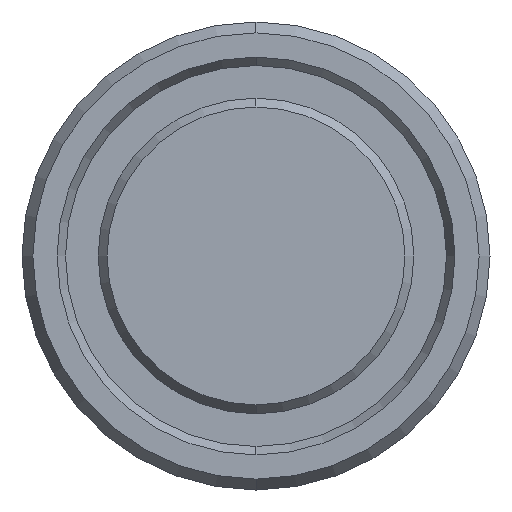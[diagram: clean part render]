
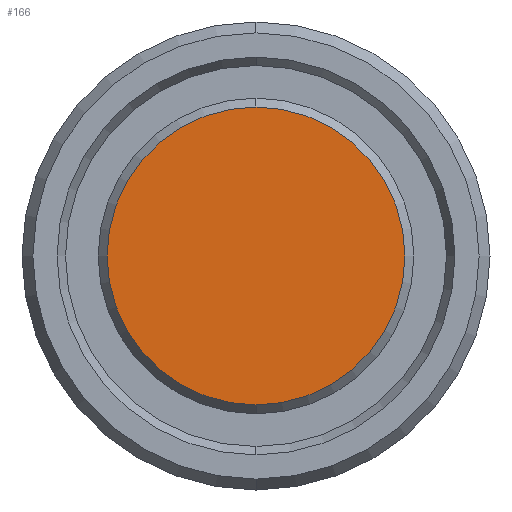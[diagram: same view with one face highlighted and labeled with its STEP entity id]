
A CAD part, left-side view. The second image highlights one B-rep face of the part: STEP entity #166.
In plain terms, the highlighted planar face has unit normal (-1, 0, 0).
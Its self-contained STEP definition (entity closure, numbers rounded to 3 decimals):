
#66 = DIRECTION ( 'NONE',  ( 0., 0., 1. ) ) ;
#79 = ORIENTED_EDGE ( 'NONE', *, *, #206, .T. ) ;
#87 = VERTEX_POINT ( 'NONE', #399 ) ;
#147 = DIRECTION ( 'NONE',  ( 1., 0., 0. ) ) ;
#155 = AXIS2_PLACEMENT_3D ( 'NONE', #404, #147, #501 ) ;
#166 = ADVANCED_FACE ( 'NONE', ( #498 ), #248, .F. ) ;
#185 = CIRCLE ( 'NONE', #569, 13.684 ) ;
#190 = DIRECTION ( 'NONE',  ( -1., 0., 0. ) ) ;
#206 = EDGE_CURVE ( 'NONE', #87, #275, #185, .T. ) ;
#210 = CARTESIAN_POINT ( 'NONE',  ( -1.079, 0., 0. ) ) ;
#248 = PLANE ( 'NONE',  #155 ) ;
#275 = VERTEX_POINT ( 'NONE', #473 ) ;
#351 = CIRCLE ( 'NONE', #459, 13.684 ) ;
#394 = DIRECTION ( 'NONE',  ( 0., 0., 1. ) ) ;
#399 = CARTESIAN_POINT ( 'NONE',  ( -1.079, 0., -13.684 ) ) ;
#404 = CARTESIAN_POINT ( 'NONE',  ( -1.079, 0., 0. ) ) ;
#459 = AXIS2_PLACEMENT_3D ( 'NONE', #566, #190, #394 ) ;
#473 = CARTESIAN_POINT ( 'NONE',  ( -1.079, 0., 13.684 ) ) ;
#498 = FACE_OUTER_BOUND ( 'NONE', #639, .T. ) ;
#501 = DIRECTION ( 'NONE',  ( 0., 0., -1. ) ) ;
#566 = CARTESIAN_POINT ( 'NONE',  ( -1.079, 0., 0. ) ) ;
#569 = AXIS2_PLACEMENT_3D ( 'NONE', #210, #625, #66 ) ;
#592 = EDGE_CURVE ( 'NONE', #275, #87, #351, .T. ) ;
#625 = DIRECTION ( 'NONE',  ( -1., 0., 0. ) ) ;
#633 = ORIENTED_EDGE ( 'NONE', *, *, #592, .T. ) ;
#639 = EDGE_LOOP ( 'NONE', ( #79, #633 ) ) ;
